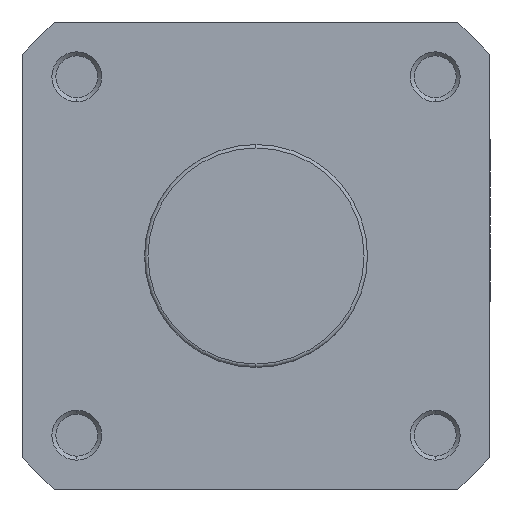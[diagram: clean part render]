
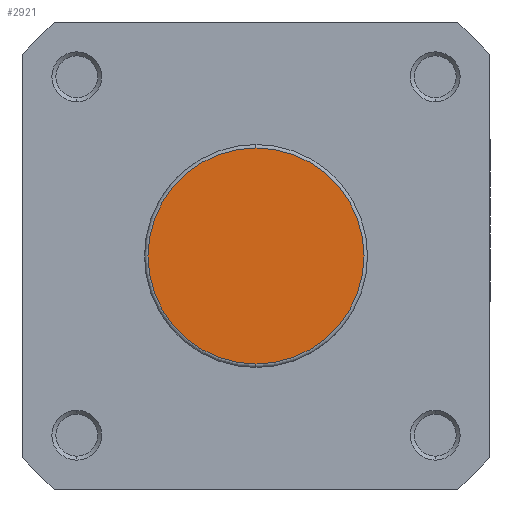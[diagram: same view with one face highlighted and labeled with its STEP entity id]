
A CAD part, left-side view. The second image highlights one B-rep face of the part: STEP entity #2921.
In plain terms, the highlighted planar face has unit normal (-1, 0, 0).
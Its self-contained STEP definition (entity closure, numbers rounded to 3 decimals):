
#307 = CIRCLE ( 'NONE', #2604, 21.7 ) ;
#475 = CARTESIAN_POINT ( 'NONE',  ( 0., 0., 0. ) ) ;
#732 = VERTEX_POINT ( 'NONE', #958 ) ;
#738 = VERTEX_POINT ( 'NONE', #964 ) ;
#950 = DIRECTION ( 'NONE',  ( -1., 0., 0. ) ) ;
#958 = CARTESIAN_POINT ( 'NONE',  ( 0., 0., 21.7 ) ) ;
#964 = CARTESIAN_POINT ( 'NONE',  ( 0., 0., -21.7 ) ) ;
#997 = DIRECTION ( 'NONE',  ( 0., 0., -1. ) ) ;
#1069 = FACE_OUTER_BOUND ( 'NONE', #5016, .T. ) ;
#1451 = CIRCLE ( 'NONE', #3598, 21.7 ) ;
#2012 = CARTESIAN_POINT ( 'NONE',  ( 0., 0., 0. ) ) ;
#2019 = DIRECTION ( 'NONE',  ( -1., 0., 0. ) ) ;
#2020 = DIRECTION ( 'NONE',  ( 0., 0., -1. ) ) ;
#2193 = EDGE_CURVE ( 'NONE', #732, #738, #307, .T. ) ;
#2604 = AXIS2_PLACEMENT_3D ( 'NONE', #475, #950, #997 ) ;
#2921 = ADVANCED_FACE ( 'NONE', ( #1069 ), #4734, .F. ) ;
#3189 = EDGE_CURVE ( 'NONE', #738, #732, #1451, .T. ) ;
#3451 = AXIS2_PLACEMENT_3D ( 'NONE', #4733, #4736, #4737 ) ;
#3598 = AXIS2_PLACEMENT_3D ( 'NONE', #2012, #2019, #2020 ) ;
#4733 = CARTESIAN_POINT ( 'NONE',  ( 0., 22.4, 0. ) ) ;
#4734 = PLANE ( 'NONE',  #3451 ) ;
#4736 = DIRECTION ( 'NONE',  ( 1., 0., 0. ) ) ;
#4737 = DIRECTION ( 'NONE',  ( 0., 0., -1. ) ) ;
#5016 = EDGE_LOOP ( 'NONE', ( #5101, #5100 ) ) ;
#5100 = ORIENTED_EDGE ( 'NONE', *, *, #2193, .T. ) ;
#5101 = ORIENTED_EDGE ( 'NONE', *, *, #3189, .T. ) ;
